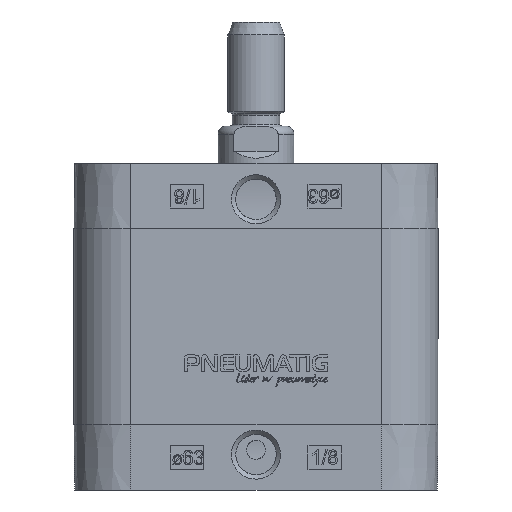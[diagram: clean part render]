
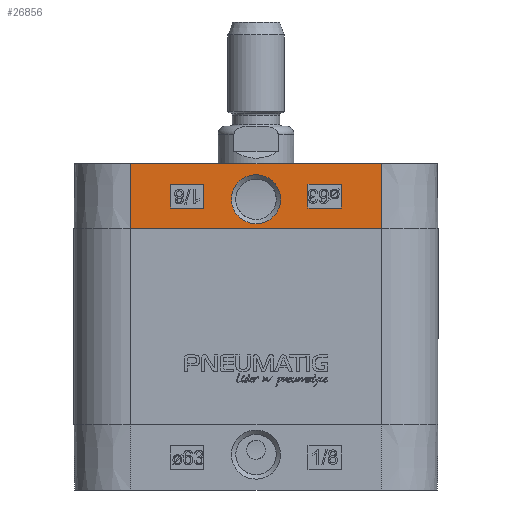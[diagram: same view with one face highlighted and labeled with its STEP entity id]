
A CAD part, left-side view. The second image highlights one B-rep face of the part: STEP entity #26856.
In plain terms, the highlighted planar face has unit normal (-1, 0, 0.009).
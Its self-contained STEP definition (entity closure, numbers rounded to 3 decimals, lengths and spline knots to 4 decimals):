
#1160=B_SPLINE_CURVE_WITH_KNOTS($,3,(#38547,#38548,#38549,#38550,#38551,
#38552,#38553,#38554,#38555,#38556,#38557,#38558,#38559,#38560,#38561,#38562,
#38563,#38564,#38565,#38566,#38567,#38568,#38569,#38570,#38571,#38572,#38573,
#38574,#38575,#38576,#38577,#38578,#38579,#38580,#38581,#38582,#38583,#38584,
#38585,#38586,#38587,#38588,#38589,#38590,#38591,#38592,#38593,#38594,#38595,
#38596,#38597,#38598,#38599,#38600,#38601,#38602,#38603,#38604,#38605,#38606,
#38607),.UNSPECIFIED.,.T.,.F.,(4,3,3,3,3,3,3,3,3,3,3,3,3,3,3,3,3,3,3,3,
4),(0.,0.1903,0.2286,0.4161,0.5944,
0.936,1.3093,1.5922,1.636,1.8913,
2.1011,2.1254,2.3347,2.5049,2.8549,
3.2247,3.5178,3.5526,3.8247,4.0561,
4.2905),.UNSPECIFIED.);
#2811=FACE_BOUND($,#9172,.T.);
#2812=FACE_BOUND($,#9173,.T.);
#2813=FACE_BOUND($,#9174,.T.);
#3367=LINE($,#36571,#5436);
#3446=LINE($,#36948,#5515);
#3626=LINE($,#38463,#5695);
#3628=LINE($,#38467,#5697);
#3630=LINE($,#38471,#5699);
#3632=LINE($,#38474,#5701);
#3634=LINE($,#38480,#5703);
#3636=LINE($,#38484,#5705);
#3638=LINE($,#38488,#5707);
#3640=LINE($,#38491,#5709);
#3642=LINE($,#38609,#5711);
#3643=LINE($,#38610,#5712);
#5436=VECTOR($,#30581,5.3);
#5515=VECTOR($,#30892,5.3);
#5695=VECTOR($,#31230,0.5);
#5697=VECTOR($,#31234,0.7);
#5699=VECTOR($,#31238,0.5);
#5701=VECTOR($,#31242,0.7);
#5703=VECTOR($,#31248,0.5);
#5705=VECTOR($,#31252,0.7);
#5707=VECTOR($,#31256,0.5);
#5709=VECTOR($,#31260,0.7);
#5711=VECTOR($,#31266,1.3751);
#5712=VECTOR($,#31267,1.3751);
#7493=FACE_OUTER_BOUND($,#9171,.T.);
#9171=EDGE_LOOP($,(#20072,#20073,#20074,#20075));
#9172=EDGE_LOOP($,(#20076,#20077,#20078,#20079));
#9173=EDGE_LOOP($,(#20080,#20081,#20082,#20083));
#9174=EDGE_LOOP($,(#20084));
#11346=VERTEX_POINT($,#36568);
#11347=VERTEX_POINT($,#36570);
#11457=VERTEX_POINT($,#36945);
#11458=VERTEX_POINT($,#36947);
#11727=VERTEX_POINT($,#38460);
#11728=VERTEX_POINT($,#38462);
#11729=VERTEX_POINT($,#38466);
#11730=VERTEX_POINT($,#38470);
#11731=VERTEX_POINT($,#38477);
#11732=VERTEX_POINT($,#38479);
#11733=VERTEX_POINT($,#38483);
#11734=VERTEX_POINT($,#38487);
#11735=VERTEX_POINT($,#38545);
#14334=EDGE_CURVE($,#11347,#11346,#3367,.T.);
#14469=EDGE_CURVE($,#11458,#11457,#3446,.T.);
#14824=EDGE_CURVE($,#11728,#11727,#3626,.T.);
#14826=EDGE_CURVE($,#11729,#11728,#3628,.T.);
#14828=EDGE_CURVE($,#11730,#11729,#3630,.T.);
#14830=EDGE_CURVE($,#11727,#11730,#3632,.T.);
#14832=EDGE_CURVE($,#11732,#11731,#3634,.T.);
#14834=EDGE_CURVE($,#11733,#11732,#3636,.T.);
#14836=EDGE_CURVE($,#11734,#11733,#3638,.T.);
#14838=EDGE_CURVE($,#11731,#11734,#3640,.T.);
#14840=EDGE_CURVE($,#11735,#11735,#1160,.T.);
#14841=EDGE_CURVE($,#11458,#11346,#3642,.T.);
#14842=EDGE_CURVE($,#11457,#11347,#3643,.T.);
#20072=ORIENTED_EDGE($,*,*,#14334,.T.);
#20073=ORIENTED_EDGE($,*,*,#14841,.F.);
#20074=ORIENTED_EDGE($,*,*,#14469,.T.);
#20075=ORIENTED_EDGE($,*,*,#14842,.T.);
#20076=ORIENTED_EDGE($,*,*,#14824,.T.);
#20077=ORIENTED_EDGE($,*,*,#14830,.T.);
#20078=ORIENTED_EDGE($,*,*,#14828,.T.);
#20079=ORIENTED_EDGE($,*,*,#14826,.T.);
#20080=ORIENTED_EDGE($,*,*,#14832,.T.);
#20081=ORIENTED_EDGE($,*,*,#14838,.T.);
#20082=ORIENTED_EDGE($,*,*,#14836,.T.);
#20083=ORIENTED_EDGE($,*,*,#14834,.T.);
#20084=ORIENTED_EDGE($,*,*,#14840,.F.);
#26090=PLANE($,#28598);
#26856=ADVANCED_FACE($,(#7493,#2811,#2812,#2813),#26090,.T.);
#28598=AXIS2_PLACEMENT_3D($,#38608,#31264,#31265);
#30581=DIRECTION($,(0.,1.,0.));
#30892=DIRECTION($,(0.,-1.,0.));
#31230=DIRECTION($,(-0.009,0.,-1.));
#31234=DIRECTION($,(0.,-1.,0.));
#31238=DIRECTION($,(0.009,0.,1.));
#31242=DIRECTION($,(0.,1.,0.));
#31248=DIRECTION($,(-0.009,0.,-1.));
#31252=DIRECTION($,(0.,-1.,0.));
#31256=DIRECTION($,(0.009,0.,1.));
#31260=DIRECTION($,(0.,1.,0.));
#31264=DIRECTION('center_axis',(-1.,0.,
0.009));
#31265=DIRECTION('ref_axis',(0.009,0.,
1.));
#31266=DIRECTION($,(0.009,0.,1.));
#31267=DIRECTION($,(0.009,0.,1.));
#36568=CARTESIAN_POINT('',(-3.838,2.65,6.9));
#36570=CARTESIAN_POINT('',(-3.838,-2.65,6.9));
#36571=CARTESIAN_POINT($,(-3.838,-2.65,6.9));
#36945=CARTESIAN_POINT('',(-3.85,-2.65,5.525));
#36947=CARTESIAN_POINT('',(-3.85,2.65,5.525));
#36948=CARTESIAN_POINT($,(-3.85,2.65,5.525));
#38460=CARTESIAN_POINT('',(-3.8462,1.1,5.965));
#38462=CARTESIAN_POINT('',(-3.8418,1.1,6.465));
#38463=CARTESIAN_POINT($,(-3.8418,1.1,6.465));
#38466=CARTESIAN_POINT('',(-3.8418,1.8,6.465));
#38467=CARTESIAN_POINT($,(-3.8418,1.8,6.465));
#38470=CARTESIAN_POINT('',(-3.8462,1.8,5.965));
#38471=CARTESIAN_POINT($,(-3.8462,1.8,5.965));
#38474=CARTESIAN_POINT($,(-3.8462,1.1,5.965));
#38477=CARTESIAN_POINT('',(-3.8462,-1.8,5.965));
#38479=CARTESIAN_POINT('',(-3.8418,-1.8,6.465));
#38480=CARTESIAN_POINT($,(-3.8418,-1.8,6.465));
#38483=CARTESIAN_POINT('',(-3.8418,-1.1,6.465));
#38484=CARTESIAN_POINT($,(-3.8418,-1.1,6.465));
#38487=CARTESIAN_POINT('',(-3.8462,-1.1,5.965));
#38488=CARTESIAN_POINT($,(-3.8462,-1.1,5.965));
#38491=CARTESIAN_POINT($,(-3.8462,-1.8,5.965));
#38545=CARTESIAN_POINT('',(-3.8491,0.,5.6313));
#38547=CARTESIAN_POINT('Ctrl Pts',(-3.84,-0.0001,
6.669));
#38548=CARTESIAN_POINT('Ctrl Pts',(-3.84,0.0633,
6.6691));
#38549=CARTESIAN_POINT('Ctrl Pts',(-3.8401,0.1281,
6.6581));
#38550=CARTESIAN_POINT('Ctrl Pts',(-3.8403,0.1895,6.6345));
#38551=CARTESIAN_POINT('Ctrl Pts',(-3.8404,0.2018,
6.6298));
#38552=CARTESIAN_POINT('Ctrl Pts',(-3.8404,0.2141,6.6245));
#38553=CARTESIAN_POINT('Ctrl Pts',(-3.8405,0.2256,
6.619));
#38554=CARTESIAN_POINT('Ctrl Pts',(-3.8407,0.282,
6.5921));
#38555=CARTESIAN_POINT('Ctrl Pts',(-3.841,0.3244,
6.5586));
#38556=CARTESIAN_POINT('Ctrl Pts',(-3.8412,0.3534,6.5316));
#38557=CARTESIAN_POINT('Ctrl Pts',(-3.8414,0.3809,6.5058));
#38558=CARTESIAN_POINT('Ctrl Pts',(-3.8417,0.402,
6.4812));
#38559=CARTESIAN_POINT('Ctrl Pts',(-3.8419,0.4224,6.4525));
#38560=CARTESIAN_POINT('Ctrl Pts',(-3.8424,0.4616,
6.3976));
#38561=CARTESIAN_POINT('Ctrl Pts',(-3.8429,0.491,6.3339));
#38562=CARTESIAN_POINT('Ctrl Pts',(-3.8435,0.5064,6.2665));
#38563=CARTESIAN_POINT('Ctrl Pts',(-3.8442,0.5232,
6.1928));
#38564=CARTESIAN_POINT('Ctrl Pts',(-3.8449,0.5238,
6.1131));
#38565=CARTESIAN_POINT('Ctrl Pts',(-3.8455,0.5062,
6.0354));
#38566=CARTESIAN_POINT('Ctrl Pts',(-3.8461,0.4929,
5.9765));
#38567=CARTESIAN_POINT('Ctrl Pts',(-3.8466,0.4716,
5.9197));
#38568=CARTESIAN_POINT('Ctrl Pts',(-3.8471,0.4282,5.8565));
#38569=CARTESIAN_POINT('Ctrl Pts',(-3.8472,0.4215,
5.8467));
#38570=CARTESIAN_POINT('Ctrl Pts',(-3.8473,0.4142,5.8369));
#38571=CARTESIAN_POINT('Ctrl Pts',(-3.8474,0.4064,
5.8271));
#38572=CARTESIAN_POINT('Ctrl Pts',(-3.8479,0.3605,
5.77));
#38573=CARTESIAN_POINT('Ctrl Pts',(-3.8483,0.2946,
5.7169));
#38574=CARTESIAN_POINT('Ctrl Pts',(-3.8486,0.221,
5.682));
#38575=CARTESIAN_POINT('Ctrl Pts',(-3.8489,0.1604,
5.6534));
#38576=CARTESIAN_POINT('Ctrl Pts',(-3.849,0.0933,
5.6353));
#38577=CARTESIAN_POINT('Ctrl Pts',(-3.8491,0.0239,
5.6319));
#38578=CARTESIAN_POINT('Ctrl Pts',(-3.8491,0.0159,
5.6315));
#38579=CARTESIAN_POINT('Ctrl Pts',(-3.8491,0.0078,
5.6313));
#38580=CARTESIAN_POINT('Ctrl Pts',(-3.8491,0.,
5.6313));
#38581=CARTESIAN_POINT('Ctrl Pts',(-3.8491,-0.068,
5.6313));
#38582=CARTESIAN_POINT('Ctrl Pts',(-3.8489,-0.1251,
5.6457));
#38583=CARTESIAN_POINT('Ctrl Pts',(-3.8488,-0.164,
5.6589));
#38584=CARTESIAN_POINT('Ctrl Pts',(-3.8487,-0.1957,
5.6697));
#38585=CARTESIAN_POINT('Ctrl Pts',(-3.8486,-0.2236,
5.6822));
#38586=CARTESIAN_POINT('Ctrl Pts',(-3.8485,-0.2519,
5.6978));
#38587=CARTESIAN_POINT('Ctrl Pts',(-3.8482,-0.3101,
5.73));
#38588=CARTESIAN_POINT('Ctrl Pts',(-3.8478,-0.3633,
5.7732));
#38589=CARTESIAN_POINT('Ctrl Pts',(-3.8474,-0.4065,
5.8271));
#38590=CARTESIAN_POINT('Ctrl Pts',(-3.8469,-0.4523,
5.884));
#38591=CARTESIAN_POINT('Ctrl Pts',(-3.8462,-0.4885,
5.9566));
#38592=CARTESIAN_POINT('Ctrl Pts',(-3.8455,-0.5065,
6.0352));
#38593=CARTESIAN_POINT('Ctrl Pts',(-3.845,-0.5207,
6.0976));
#38594=CARTESIAN_POINT('Ctrl Pts',(-3.8444,-0.5258,
6.1615));
#38595=CARTESIAN_POINT('Ctrl Pts',(-3.8438,-0.5126,
6.2385));
#38596=CARTESIAN_POINT('Ctrl Pts',(-3.8437,-0.511,
6.2476));
#38597=CARTESIAN_POINT('Ctrl Pts',(-3.8436,-0.5092,
6.2569));
#38598=CARTESIAN_POINT('Ctrl Pts',(-3.8435,-0.507,
6.2663));
#38599=CARTESIAN_POINT('Ctrl Pts',(-3.8429,-0.49,
6.3398));
#38600=CARTESIAN_POINT('Ctrl Pts',(-3.8422,-0.4516,
6.4189));
#38601=CARTESIAN_POINT('Ctrl Pts',(-3.8416,-0.3972,
6.4837));
#38602=CARTESIAN_POINT('Ctrl Pts',(-3.8412,-0.351,
6.5388));
#38603=CARTESIAN_POINT('Ctrl Pts',(-3.8407,-0.2927,
6.586));
#38604=CARTESIAN_POINT('Ctrl Pts',(-3.8405,-0.2252,
6.6185));
#38605=CARTESIAN_POINT('Ctrl Pts',(-3.8402,-0.1569,
6.6514));
#38606=CARTESIAN_POINT('Ctrl Pts',(-3.84,-0.0782,
6.6689));
#38607=CARTESIAN_POINT('Ctrl Pts',(-3.84,-0.0001,
6.669));
#38608=CARTESIAN_POINT('Origin',(-3.85,0.,5.525));
#38609=CARTESIAN_POINT($,(-3.85,2.65,5.525));
#38610=CARTESIAN_POINT($,(-3.85,-2.65,5.525));
